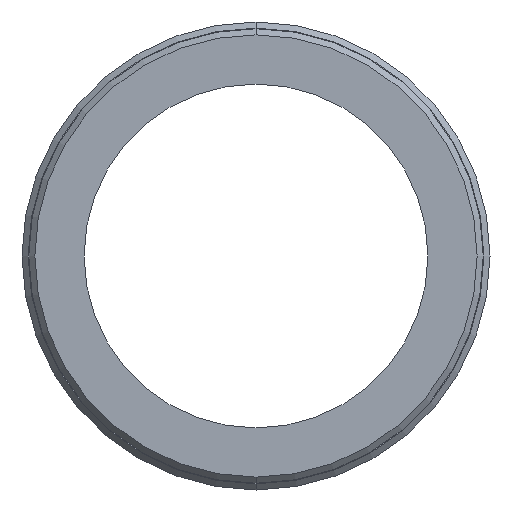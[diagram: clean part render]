
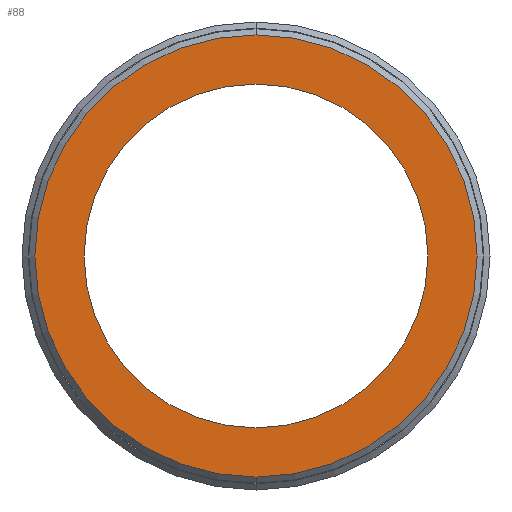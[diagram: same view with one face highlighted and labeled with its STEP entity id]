
A CAD part, front view. The second image highlights one B-rep face of the part: STEP entity #88.
In plain terms, the highlighted planar face has unit normal (0, -1, 0).
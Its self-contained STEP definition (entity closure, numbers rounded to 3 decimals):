
#23 = CARTESIAN_POINT ( 'NONE',  ( 0., 0., 18. ) ) ;
#35 = CARTESIAN_POINT ( 'NONE',  ( 0., 0., 0. ) ) ;
#39 = DIRECTION ( 'NONE',  ( 0., -1., 0. ) ) ;
#88 = ADVANCED_FACE ( 'NONE', ( #409, #867 ), #1021, .T. ) ;
#133 = VERTEX_POINT ( 'NONE', #636 ) ;
#194 = CIRCLE ( 'NONE', #684, 14. ) ;
#202 = CARTESIAN_POINT ( 'NONE',  ( 0., 0., 0. ) ) ;
#262 = DIRECTION ( 'NONE',  ( 0., -1., 0. ) ) ;
#267 = EDGE_CURVE ( 'NONE', #371, #133, #490, .T. ) ;
#313 = EDGE_CURVE ( 'NONE', #1108, #637, #472, .T. ) ;
#347 = CARTESIAN_POINT ( 'NONE',  ( 0., 0., 0. ) ) ;
#371 = VERTEX_POINT ( 'NONE', #1064 ) ;
#380 = DIRECTION ( 'NONE',  ( 0., -1., 0. ) ) ;
#409 = FACE_OUTER_BOUND ( 'NONE', #818, .T. ) ;
#414 = DIRECTION ( 'NONE',  ( 0., -1., 0. ) ) ;
#436 = DIRECTION ( 'NONE',  ( 0., 0., -1. ) ) ;
#459 = DIRECTION ( 'NONE',  ( 0., -1., 0. ) ) ;
#472 = CIRCLE ( 'NONE', #1017, 18. ) ;
#490 = CIRCLE ( 'NONE', #823, 14. ) ;
#557 = CARTESIAN_POINT ( 'NONE',  ( 0., 0., -18. ) ) ;
#576 = AXIS2_PLACEMENT_3D ( 'NONE', #35, #262, #991 ) ;
#607 = CARTESIAN_POINT ( 'NONE',  ( 14., 0., 0. ) ) ;
#610 = DIRECTION ( 'NONE',  ( 0., 0., -1. ) ) ;
#636 = CARTESIAN_POINT ( 'NONE',  ( 0., 0., -14. ) ) ;
#637 = VERTEX_POINT ( 'NONE', #23 ) ;
#663 = EDGE_LOOP ( 'NONE', ( #790, #856 ) ) ;
#684 = AXIS2_PLACEMENT_3D ( 'NONE', #1041, #414, #1074 ) ;
#760 = EDGE_CURVE ( 'NONE', #133, #371, #194, .T. ) ;
#767 = DIRECTION ( 'NONE',  ( 0., 0., -1. ) ) ;
#790 = ORIENTED_EDGE ( 'NONE', *, *, #760, .F. ) ;
#818 = EDGE_LOOP ( 'NONE', ( #1046, #1048 ) ) ;
#823 = AXIS2_PLACEMENT_3D ( 'NONE', #202, #380, #767 ) ;
#831 = EDGE_CURVE ( 'NONE', #637, #1108, #998, .T. ) ;
#856 = ORIENTED_EDGE ( 'NONE', *, *, #267, .F. ) ;
#867 = FACE_BOUND ( 'NONE', #663, .T. ) ;
#991 = DIRECTION ( 'NONE',  ( 0., 0., -1. ) ) ;
#998 = CIRCLE ( 'NONE', #576, 18. ) ;
#1017 = AXIS2_PLACEMENT_3D ( 'NONE', #347, #459, #610 ) ;
#1021 = PLANE ( 'NONE',  #1066 ) ;
#1041 = CARTESIAN_POINT ( 'NONE',  ( 0., 0., 0. ) ) ;
#1046 = ORIENTED_EDGE ( 'NONE', *, *, #831, .T. ) ;
#1048 = ORIENTED_EDGE ( 'NONE', *, *, #313, .T. ) ;
#1064 = CARTESIAN_POINT ( 'NONE',  ( 0., 0., 14. ) ) ;
#1066 = AXIS2_PLACEMENT_3D ( 'NONE', #607, #39, #436 ) ;
#1074 = DIRECTION ( 'NONE',  ( 0., 0., -1. ) ) ;
#1108 = VERTEX_POINT ( 'NONE', #557 ) ;
